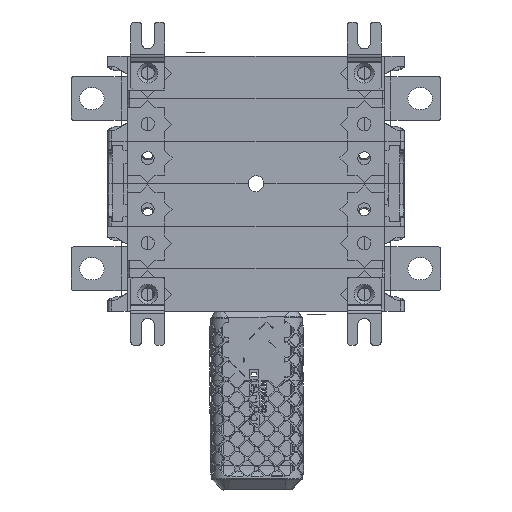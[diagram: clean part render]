
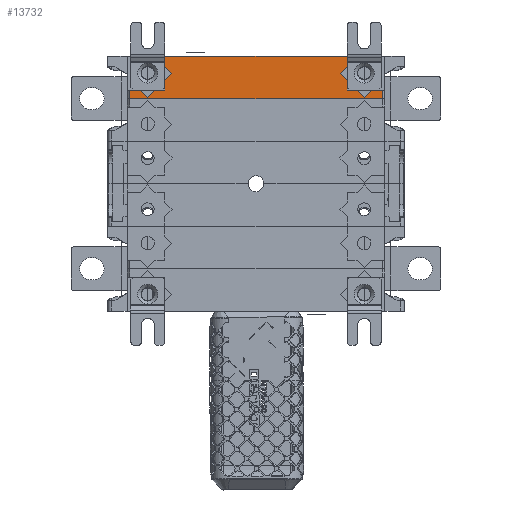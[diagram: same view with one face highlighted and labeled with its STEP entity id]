
A CAD part, front view. The second image highlights one B-rep face of the part: STEP entity #13732.
In plain terms, the highlighted planar face has unit normal (0, -1, 0).
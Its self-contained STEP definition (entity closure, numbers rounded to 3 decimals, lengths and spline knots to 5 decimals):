
#11833=DIRECTION('',(0.,0.,-1.));
#11834=VECTOR('',#11833,0.0035);
#11835=CARTESIAN_POINT('',(0.052,-0.0475,0.091));
#11836=LINE('',#11835,#11834);
#11849=DIRECTION('',(-1.,0.,0.));
#11850=VECTOR('',#11849,0.104);
#11851=CARTESIAN_POINT('',(0.052,-0.0475,0.0875));
#11852=LINE('',#11851,#11850);
#11853=DIRECTION('',(1.,0.,0.));
#11854=VECTOR('',#11853,0.0046);
#11855=CARTESIAN_POINT('',(-0.052,-0.0475,0.091));
#11856=LINE('',#11855,#11854);
#11857=DIRECTION('',(0.707,0.,-0.707));
#11858=VECTOR('',#11857,0.0041);
#11859=CARTESIAN_POINT('',(-0.0474,-0.0475,0.091));
#11860=LINE('',#11859,#11858);
#11861=DIRECTION('',(0.707,0.,0.707));
#11862=VECTOR('',#11861,0.0041);
#11863=CARTESIAN_POINT('',(-0.0445,-0.0475,0.0881));
#11864=LINE('',#11863,#11862);
#11865=DIRECTION('',(1.,0.,0.));
#11866=VECTOR('',#11865,0.0041);
#11867=CARTESIAN_POINT('',(-0.0416,-0.0475,0.091));
#11868=LINE('',#11867,#11866);
#11869=DIRECTION('',(0.,0.,1.));
#11870=VECTOR('',#11869,0.0041);
#11871=CARTESIAN_POINT('',(-0.0375,-0.0475,0.091));
#11872=LINE('',#11871,#11870);
#11873=DIRECTION('',(0.707,0.,0.707));
#11874=VECTOR('',#11873,0.0041);
#11875=CARTESIAN_POINT('',(-0.0375,-0.0475,0.0951));
#11876=LINE('',#11875,#11874);
#11877=DIRECTION('',(-0.707,0.,0.707));
#11878=VECTOR('',#11877,0.0041);
#11879=CARTESIAN_POINT('',(-0.0346,-0.0475,0.098));
#11880=LINE('',#11879,#11878);
#11881=DIRECTION('',(0.,0.,1.));
#11882=VECTOR('',#11881,0.0041);
#11883=CARTESIAN_POINT('',(-0.0375,-0.0475,0.1009));
#11884=LINE('',#11883,#11882);
#11885=DIRECTION('',(-1.,0.,0.));
#11886=VECTOR('',#11885,0.075);
#11887=CARTESIAN_POINT('',(0.0375,-0.0475,0.105));
#11888=LINE('',#11887,#11886);
#11889=DIRECTION('',(0.,0.,-1.));
#11890=VECTOR('',#11889,0.0041);
#11891=CARTESIAN_POINT('',(0.0375,-0.0475,0.105));
#11892=LINE('',#11891,#11890);
#11893=DIRECTION('',(-0.707,0.,-0.707));
#11894=VECTOR('',#11893,0.0041);
#11895=CARTESIAN_POINT('',(0.0375,-0.0475,0.1009));
#11896=LINE('',#11895,#11894);
#11897=DIRECTION('',(0.707,0.,-0.707));
#11898=VECTOR('',#11897,0.0041);
#11899=CARTESIAN_POINT('',(0.0346,-0.0475,0.098));
#11900=LINE('',#11899,#11898);
#11901=DIRECTION('',(0.,0.,-1.));
#11902=VECTOR('',#11901,0.0041);
#11903=CARTESIAN_POINT('',(0.0375,-0.0475,0.0951));
#11904=LINE('',#11903,#11902);
#11905=DIRECTION('',(1.,0.,0.));
#11906=VECTOR('',#11905,0.0041);
#11907=CARTESIAN_POINT('',(0.0375,-0.0475,0.091));
#11908=LINE('',#11907,#11906);
#11909=DIRECTION('',(0.707,0.,-0.707));
#11910=VECTOR('',#11909,0.0041);
#11911=CARTESIAN_POINT('',(0.0416,-0.0475,0.091));
#11912=LINE('',#11911,#11910);
#11913=DIRECTION('',(0.707,0.,0.707));
#11914=VECTOR('',#11913,0.0041);
#11915=CARTESIAN_POINT('',(0.0445,-0.0475,0.0881));
#11916=LINE('',#11915,#11914);
#11917=DIRECTION('',(1.,0.,0.));
#11918=VECTOR('',#11917,0.0046);
#11919=CARTESIAN_POINT('',(0.0474,-0.0475,0.091));
#11920=LINE('',#11919,#11918);
#11921=DIRECTION('',(0.,0.,1.));
#11922=VECTOR('',#11921,0.0035);
#11923=CARTESIAN_POINT('',(-0.052,-0.0475,0.0875));
#11924=LINE('',#11923,#11922);
#12783=CARTESIAN_POINT('',(-0.0375,-0.0475,0.105));
#12785=VERTEX_POINT('',#12783);
#12786=CARTESIAN_POINT('',(0.0375,-0.0475,0.105));
#12788=VERTEX_POINT('',#12786);
#12804=CARTESIAN_POINT('',(-0.052,-0.0475,0.0875));
#12805=CARTESIAN_POINT('',(0.052,-0.0475,0.0875));
#12806=VERTEX_POINT('',#12804);
#12807=VERTEX_POINT('',#12805);
#12808=CARTESIAN_POINT('',(0.052,-0.0475,0.091));
#12809=CARTESIAN_POINT('',(0.0474,-0.0475,0.091));
#12810=VERTEX_POINT('',#12808);
#12811=VERTEX_POINT('',#12809);
#12812=CARTESIAN_POINT('',(0.0445,-0.0475,0.0881));
#12813=VERTEX_POINT('',#12812);
#12814=CARTESIAN_POINT('',(0.0416,-0.0475,0.091));
#12815=VERTEX_POINT('',#12814);
#12816=CARTESIAN_POINT('',(0.0375,-0.0475,0.091));
#12817=VERTEX_POINT('',#12816);
#12818=CARTESIAN_POINT('',(0.0375,-0.0475,0.0951));
#12819=VERTEX_POINT('',#12818);
#12820=CARTESIAN_POINT('',(0.0346,-0.0475,0.098));
#12821=VERTEX_POINT('',#12820);
#12822=CARTESIAN_POINT('',(0.0375,-0.0475,0.1009));
#12823=VERTEX_POINT('',#12822);
#12824=CARTESIAN_POINT('',(-0.0375,-0.0475,0.1009));
#12825=VERTEX_POINT('',#12824);
#12826=CARTESIAN_POINT('',(-0.0346,-0.0475,0.098));
#12827=VERTEX_POINT('',#12826);
#12828=CARTESIAN_POINT('',(-0.0375,-0.0475,0.0951));
#12829=VERTEX_POINT('',#12828);
#12830=CARTESIAN_POINT('',(-0.0375,-0.0475,0.091));
#12831=VERTEX_POINT('',#12830);
#12832=CARTESIAN_POINT('',(-0.0416,-0.0475,0.091));
#12833=VERTEX_POINT('',#12832);
#12834=CARTESIAN_POINT('',(-0.0445,-0.0475,0.0881));
#12835=VERTEX_POINT('',#12834);
#12836=CARTESIAN_POINT('',(-0.0474,-0.0475,0.091));
#12837=VERTEX_POINT('',#12836);
#12838=CARTESIAN_POINT('',(-0.052,-0.0475,0.091));
#12839=VERTEX_POINT('',#12838);
#13687=CARTESIAN_POINT('',(-0.0375,-0.0475,0.105));
#13688=DIRECTION('',(0.,-1.,0.));
#13689=DIRECTION('',(1.,0.,0.));
#13690=AXIS2_PLACEMENT_3D('',#13687,#13688,#13689);
#13691=PLANE('',#13690);
#13693=ORIENTED_EDGE('',*,*,#13692,.T.);
#13695=ORIENTED_EDGE('',*,*,#13694,.T.);
#13697=ORIENTED_EDGE('',*,*,#13696,.T.);
#13699=ORIENTED_EDGE('',*,*,#13698,.T.);
#13701=ORIENTED_EDGE('',*,*,#13700,.T.);
#13703=ORIENTED_EDGE('',*,*,#13702,.T.);
#13705=ORIENTED_EDGE('',*,*,#13704,.T.);
#13707=ORIENTED_EDGE('',*,*,#13706,.T.);
#13709=ORIENTED_EDGE('',*,*,#13708,.T.);
#13711=ORIENTED_EDGE('',*,*,#13710,.T.);
#13712=ORIENTED_EDGE('',*,*,#13241,.F.);
#13714=ORIENTED_EDGE('',*,*,#13713,.T.);
#13716=ORIENTED_EDGE('',*,*,#13715,.T.);
#13718=ORIENTED_EDGE('',*,*,#13717,.T.);
#13720=ORIENTED_EDGE('',*,*,#13719,.T.);
#13722=ORIENTED_EDGE('',*,*,#13721,.T.);
#13724=ORIENTED_EDGE('',*,*,#13723,.T.);
#13726=ORIENTED_EDGE('',*,*,#13725,.T.);
#13728=ORIENTED_EDGE('',*,*,#13727,.T.);
#13729=ORIENTED_EDGE('',*,*,#13677,.T.);
#13730=EDGE_LOOP('',(#13693,#13695,#13697,#13699,#13701,#13703,#13705,#13707,
#13709,#13711,#13712,#13714,#13716,#13718,#13720,#13722,#13724,#13726,#13728,
#13729));
#13731=FACE_OUTER_BOUND('',#13730,.F.);
#13732=ADVANCED_FACE('',(#13731),#13691,.T.);
#13241=EDGE_CURVE('',#12788,#12785,#11888,.T.);
#13677=EDGE_CURVE('',#12810,#12807,#11836,.T.);
#13692=EDGE_CURVE('',#12807,#12806,#11852,.T.);
#13694=EDGE_CURVE('',#12806,#12839,#11924,.T.);
#13696=EDGE_CURVE('',#12839,#12837,#11856,.T.);
#13698=EDGE_CURVE('',#12837,#12835,#11860,.T.);
#13700=EDGE_CURVE('',#12835,#12833,#11864,.T.);
#13702=EDGE_CURVE('',#12833,#12831,#11868,.T.);
#13704=EDGE_CURVE('',#12831,#12829,#11872,.T.);
#13706=EDGE_CURVE('',#12829,#12827,#11876,.T.);
#13708=EDGE_CURVE('',#12827,#12825,#11880,.T.);
#13710=EDGE_CURVE('',#12825,#12785,#11884,.T.);
#13713=EDGE_CURVE('',#12788,#12823,#11892,.T.);
#13715=EDGE_CURVE('',#12823,#12821,#11896,.T.);
#13717=EDGE_CURVE('',#12821,#12819,#11900,.T.);
#13719=EDGE_CURVE('',#12819,#12817,#11904,.T.);
#13721=EDGE_CURVE('',#12817,#12815,#11908,.T.);
#13723=EDGE_CURVE('',#12815,#12813,#11912,.T.);
#13725=EDGE_CURVE('',#12813,#12811,#11916,.T.);
#13727=EDGE_CURVE('',#12811,#12810,#11920,.T.);
